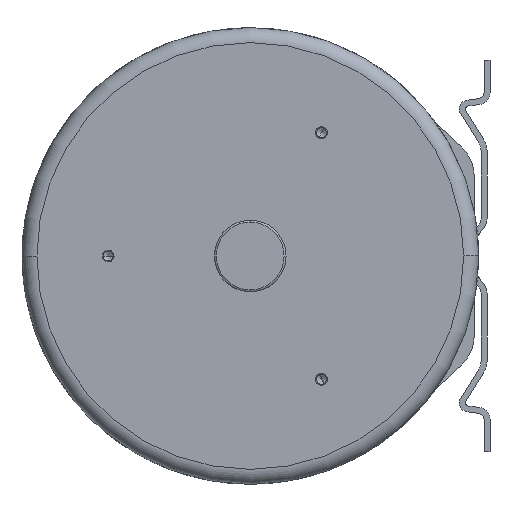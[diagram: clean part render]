
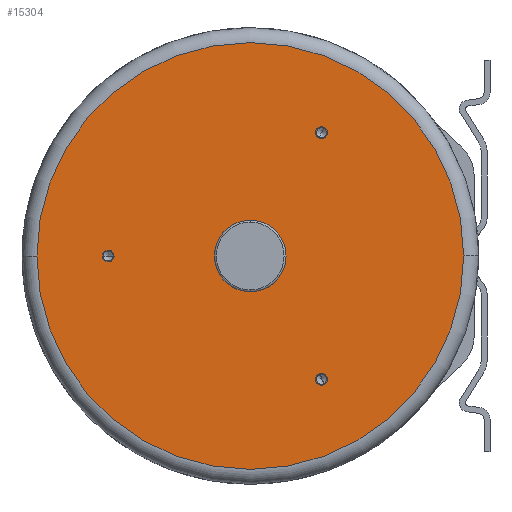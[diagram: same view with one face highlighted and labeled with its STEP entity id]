
A CAD part, left-side view. The second image highlights one B-rep face of the part: STEP entity #15304.
In plain terms, the highlighted planar face has unit normal (-1, 0, 0).
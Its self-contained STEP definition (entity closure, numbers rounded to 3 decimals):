
#315=CARTESIAN_POINT('',(-139.,0.,0.));
#316=DIRECTION('',(-1.,0.,0.));
#317=DIRECTION('',(0.,0.,1.));
#318=AXIS2_PLACEMENT_3D('',#315,#316,#317);
#320=CARTESIAN_POINT('',(-139.,0.,0.));
#321=DIRECTION('',(-1.,0.,0.));
#322=DIRECTION('',(0.,0.,-1.));
#323=AXIS2_PLACEMENT_3D('',#320,#321,#322);
#325=CARTESIAN_POINT('',(-139.,143.,0.));
#326=DIRECTION('',(-1.,0.,0.));
#327=DIRECTION('',(0.,1.,0.));
#328=AXIS2_PLACEMENT_3D('',#325,#326,#327);
#330=CARTESIAN_POINT('',(-139.,143.,0.));
#331=DIRECTION('',(-1.,0.,0.));
#332=DIRECTION('',(0.,-1.,0.));
#333=AXIS2_PLACEMENT_3D('',#330,#331,#332);
#335=CARTESIAN_POINT('',(-139.,-71.5,123.842));
#336=DIRECTION('',(-1.,0.,0.));
#337=DIRECTION('',(0.,-0.5,0.866));
#338=AXIS2_PLACEMENT_3D('',#335,#336,#337);
#340=CARTESIAN_POINT('',(-139.,-71.5,123.842));
#341=DIRECTION('',(-1.,0.,0.));
#342=DIRECTION('',(0.,0.5,-0.866));
#343=AXIS2_PLACEMENT_3D('',#340,#341,#342);
#345=CARTESIAN_POINT('',(-139.,-71.5,-123.842));
#346=DIRECTION('',(-1.,0.,0.));
#347=DIRECTION('',(0.,-0.5,-0.866));
#348=AXIS2_PLACEMENT_3D('',#345,#346,#347);
#350=CARTESIAN_POINT('',(-139.,-71.5,-123.842));
#351=DIRECTION('',(-1.,0.,0.));
#352=DIRECTION('',(0.,0.5,0.866));
#353=AXIS2_PLACEMENT_3D('',#350,#351,#352);
#355=CARTESIAN_POINT('',(-139.,0.,0.));
#356=DIRECTION('',(-1.,0.,0.));
#357=DIRECTION('',(0.,1.,0.));
#358=AXIS2_PLACEMENT_3D('',#355,#356,#357);
#360=CARTESIAN_POINT('',(-139.,0.,0.));
#361=DIRECTION('',(-1.,0.,0.));
#362=DIRECTION('',(0.,-1.,0.));
#363=AXIS2_PLACEMENT_3D('',#360,#361,#362);
#13022=CARTESIAN_POINT('',(-139.,148.1,0.));
#13023=CARTESIAN_POINT('',(-139.,137.9,0.));
#13024=VERTEX_POINT('',#13022);
#13025=VERTEX_POINT('',#13023);
#13032=CARTESIAN_POINT('',(-139.,-74.05,128.258));
#13033=CARTESIAN_POINT('',(-139.,-68.95,119.425));
#13034=VERTEX_POINT('',#13032);
#13035=VERTEX_POINT('',#13033);
#13042=CARTESIAN_POINT('',(-139.,-74.05,-128.258));
#13043=CARTESIAN_POINT('',(-139.,-68.95,-119.425));
#13044=VERTEX_POINT('',#13042);
#13045=VERTEX_POINT('',#13043);
#13056=CARTESIAN_POINT('',(-139.,0.,36.));
#13057=CARTESIAN_POINT('',(-139.,0.,-36.));
#13058=VERTEX_POINT('',#13056);
#13059=VERTEX_POINT('',#13057);
#13200=CARTESIAN_POINT('',(-139.,214.5,0.));
#13201=CARTESIAN_POINT('',(-139.,-214.5,0.));
#13202=VERTEX_POINT('',#13200);
#13203=VERTEX_POINT('',#13201);
#15269=CARTESIAN_POINT('',(-139.,0.,0.));
#15270=DIRECTION('',(1.,0.,0.));
#15271=DIRECTION('',(0.,-1.,0.));
#15272=AXIS2_PLACEMENT_3D('',#15269,#15270,#15271);
#15273=PLANE('',#15272);
#15275=ORIENTED_EDGE('',*,*,#15274,.F.);
#15277=ORIENTED_EDGE('',*,*,#15276,.F.);
#15278=EDGE_LOOP('',(#15275,#15277));
#15279=FACE_OUTER_BOUND('',#15278,.F.);
#15281=ORIENTED_EDGE('',*,*,#15280,.T.);
#15283=ORIENTED_EDGE('',*,*,#15282,.T.);
#15284=EDGE_LOOP('',(#15281,#15283));
#15285=FACE_BOUND('',#15284,.F.);
#15287=ORIENTED_EDGE('',*,*,#15286,.T.);
#15289=ORIENTED_EDGE('',*,*,#15288,.T.);
#15290=EDGE_LOOP('',(#15287,#15289));
#15291=FACE_BOUND('',#15290,.F.);
#15293=ORIENTED_EDGE('',*,*,#15292,.T.);
#15295=ORIENTED_EDGE('',*,*,#15294,.T.);
#15296=EDGE_LOOP('',(#15293,#15295));
#15297=FACE_BOUND('',#15296,.F.);
#15299=ORIENTED_EDGE('',*,*,#15298,.T.);
#15301=ORIENTED_EDGE('',*,*,#15300,.T.);
#15302=EDGE_LOOP('',(#15299,#15301));
#15303=FACE_BOUND('',#15302,.F.);
#15304=ADVANCED_FACE('',(#15279,#15285,#15291,#15297,#15303),#15273,.F.);
#319=CIRCLE('',#318,36.);
#324=CIRCLE('',#323,36.);
#329=CIRCLE('',#328,5.1);
#334=CIRCLE('',#333,5.1);
#339=CIRCLE('',#338,5.1);
#344=CIRCLE('',#343,5.1);
#349=CIRCLE('',#348,5.1);
#354=CIRCLE('',#353,5.1);
#359=CIRCLE('',#358,214.5);
#364=CIRCLE('',#363,214.5);
#15274=EDGE_CURVE('',#13202,#13203,#359,.T.);
#15276=EDGE_CURVE('',#13203,#13202,#364,.T.);
#15280=EDGE_CURVE('',#13058,#13059,#319,.T.);
#15282=EDGE_CURVE('',#13059,#13058,#324,.T.);
#15286=EDGE_CURVE('',#13024,#13025,#329,.T.);
#15288=EDGE_CURVE('',#13025,#13024,#334,.T.);
#15292=EDGE_CURVE('',#13034,#13035,#339,.T.);
#15294=EDGE_CURVE('',#13035,#13034,#344,.T.);
#15298=EDGE_CURVE('',#13044,#13045,#349,.T.);
#15300=EDGE_CURVE('',#13045,#13044,#354,.T.);
